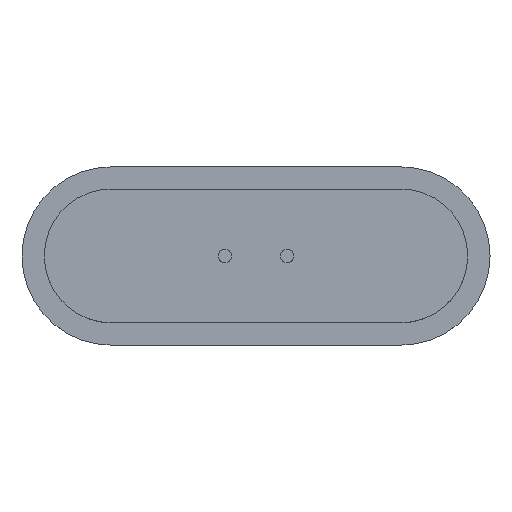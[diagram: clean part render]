
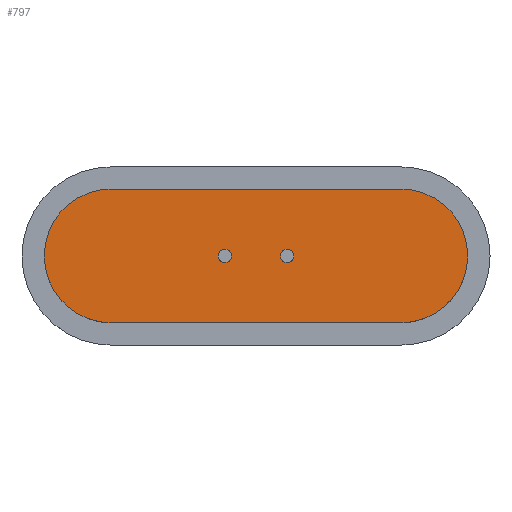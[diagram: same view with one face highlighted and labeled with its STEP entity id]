
A CAD part, top view. The second image highlights one B-rep face of the part: STEP entity #797.
In plain terms, the highlighted planar face has unit normal (0, 0, 1).
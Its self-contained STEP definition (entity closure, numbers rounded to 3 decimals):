
#41 = DIRECTION ( 'NONE',  ( 1., 0., 0. ) ) ;
#74 = CARTESIAN_POINT ( 'NONE',  ( -6.5, -3., 3. ) ) ;
#89 = LINE ( 'NONE', #553, #467 ) ;
#112 = CIRCLE ( 'NONE', #634, 3. ) ;
#129 = DIRECTION ( 'NONE',  ( 0., 0., 1. ) ) ;
#139 = CARTESIAN_POINT ( 'NONE',  ( -1.7, 0., 3. ) ) ;
#143 = EDGE_CURVE ( 'NONE', #1186, #551, #885, .T. ) ;
#157 = VERTEX_POINT ( 'NONE', #221 ) ;
#180 = VERTEX_POINT ( 'NONE', #1148 ) ;
#201 = DIRECTION ( 'NONE',  ( 0., 0., 1. ) ) ;
#208 = FACE_OUTER_BOUND ( 'NONE', #215, .T. ) ;
#213 = DIRECTION ( 'NONE',  ( 0., 0., -1. ) ) ;
#215 = EDGE_LOOP ( 'NONE', ( #794, #633, #769, #445, #1200 ) ) ;
#218 = DIRECTION ( 'NONE',  ( 0., 0., 1. ) ) ;
#219 = CIRCLE ( 'NONE', #1131, 0.3 ) ;
#221 = CARTESIAN_POINT ( 'NONE',  ( -9.5, 0., 3. ) ) ;
#232 = VECTOR ( 'NONE', #997, 1000. ) ;
#249 = AXIS2_PLACEMENT_3D ( 'NONE', #656, #557, #841 ) ;
#268 = EDGE_LOOP ( 'NONE', ( #956, #327 ) ) ;
#282 = CIRCLE ( 'NONE', #695, 3. ) ;
#297 = VERTEX_POINT ( 'NONE', #787 ) ;
#298 = FACE_BOUND ( 'NONE', #435, .T. ) ;
#327 = ORIENTED_EDGE ( 'NONE', *, *, #495, .T. ) ;
#363 = EDGE_CURVE ( 'NONE', #297, #180, #624, .T. ) ;
#378 = AXIS2_PLACEMENT_3D ( 'NONE', #1026, #213, #41 ) ;
#407 = CARTESIAN_POINT ( 'NONE',  ( -6.5, 0., 3. ) ) ;
#431 = AXIS2_PLACEMENT_3D ( 'NONE', #587, #218, #957 ) ;
#435 = EDGE_LOOP ( 'NONE', ( #517, #953 ) ) ;
#445 = ORIENTED_EDGE ( 'NONE', *, *, #702, .T. ) ;
#450 = DIRECTION ( 'NONE',  ( 1., 0., 0. ) ) ;
#467 = VECTOR ( 'NONE', #927, 1000. ) ;
#495 = EDGE_CURVE ( 'NONE', #551, #1186, #219, .T. ) ;
#511 = VERTEX_POINT ( 'NONE', #641 ) ;
#517 = ORIENTED_EDGE ( 'NONE', *, *, #1076, .T. ) ;
#523 = VERTEX_POINT ( 'NONE', #567 ) ;
#551 = VERTEX_POINT ( 'NONE', #651 ) ;
#553 = CARTESIAN_POINT ( 'NONE',  ( -6.5, 3., 3. ) ) ;
#557 = DIRECTION ( 'NONE',  ( 0., 0., -1. ) ) ;
#567 = CARTESIAN_POINT ( 'NONE',  ( 1.7, 0., 3. ) ) ;
#580 = EDGE_CURVE ( 'NONE', #157, #297, #1054, .T. ) ;
#587 = CARTESIAN_POINT ( 'NONE',  ( -6.5, 0., 3. ) ) ;
#593 = CARTESIAN_POINT ( 'NONE',  ( -6.5, 0., 3. ) ) ;
#624 = LINE ( 'NONE', #74, #232 ) ;
#633 = ORIENTED_EDGE ( 'NONE', *, *, #580, .T. ) ;
#634 = AXIS2_PLACEMENT_3D ( 'NONE', #829, #201, #947 ) ;
#641 = CARTESIAN_POINT ( 'NONE',  ( -6.5, 3., 3. ) ) ;
#651 = CARTESIAN_POINT ( 'NONE',  ( -1.1, 0., 3. ) ) ;
#656 = CARTESIAN_POINT ( 'NONE',  ( 1.4, 0., 3. ) ) ;
#670 = FACE_BOUND ( 'NONE', #268, .T. ) ;
#681 = CIRCLE ( 'NONE', #249, 0.3 ) ;
#695 = AXIS2_PLACEMENT_3D ( 'NONE', #407, #775, #1056 ) ;
#702 = EDGE_CURVE ( 'NONE', #180, #1110, #112, .T. ) ;
#732 = CARTESIAN_POINT ( 'NONE',  ( -1.4, 0., 3. ) ) ;
#769 = ORIENTED_EDGE ( 'NONE', *, *, #363, .T. ) ;
#775 = DIRECTION ( 'NONE',  ( 0., 0., 1. ) ) ;
#779 = AXIS2_PLACEMENT_3D ( 'NONE', #831, #915, #450 ) ;
#787 = CARTESIAN_POINT ( 'NONE',  ( -6.5, -3., 3. ) ) ;
#794 = ORIENTED_EDGE ( 'NONE', *, *, #798, .T. ) ;
#797 = ADVANCED_FACE ( 'NONE', ( #298, #670, #208 ), #954, .T. ) ;
#798 = EDGE_CURVE ( 'NONE', #511, #157, #282, .T. ) ;
#809 = DIRECTION ( 'NONE',  ( 0., 0., -1. ) ) ;
#829 = CARTESIAN_POINT ( 'NONE',  ( 6.5, 0., 3. ) ) ;
#831 = CARTESIAN_POINT ( 'NONE',  ( 1.4, 0., 3. ) ) ;
#841 = DIRECTION ( 'NONE',  ( 1., 0., 0. ) ) ;
#863 = DIRECTION ( 'NONE',  ( 1., 0., 0. ) ) ;
#885 = CIRCLE ( 'NONE', #378, 0.3 ) ;
#911 = DIRECTION ( 'NONE',  ( 1., 0., 0. ) ) ;
#915 = DIRECTION ( 'NONE',  ( 0., 0., -1. ) ) ;
#927 = DIRECTION ( 'NONE',  ( -1., 0., 0. ) ) ;
#947 = DIRECTION ( 'NONE',  ( 1., 0., 0. ) ) ;
#953 = ORIENTED_EDGE ( 'NONE', *, *, #1105, .T. ) ;
#954 = PLANE ( 'NONE',  #1003 ) ;
#956 = ORIENTED_EDGE ( 'NONE', *, *, #143, .T. ) ;
#957 = DIRECTION ( 'NONE',  ( 1., 0., 0. ) ) ;
#997 = DIRECTION ( 'NONE',  ( 1., 0., 0. ) ) ;
#1003 = AXIS2_PLACEMENT_3D ( 'NONE', #593, #129, #863 ) ;
#1025 = CARTESIAN_POINT ( 'NONE',  ( 6.5, 3., 3. ) ) ;
#1026 = CARTESIAN_POINT ( 'NONE',  ( -1.4, 0., 3. ) ) ;
#1049 = CIRCLE ( 'NONE', #779, 0.3 ) ;
#1054 = CIRCLE ( 'NONE', #431, 3. ) ;
#1056 = DIRECTION ( 'NONE',  ( 1., 0., 0. ) ) ;
#1076 = EDGE_CURVE ( 'NONE', #1092, #523, #1049, .T. ) ;
#1092 = VERTEX_POINT ( 'NONE', #1201 ) ;
#1105 = EDGE_CURVE ( 'NONE', #523, #1092, #681, .T. ) ;
#1110 = VERTEX_POINT ( 'NONE', #1025 ) ;
#1131 = AXIS2_PLACEMENT_3D ( 'NONE', #732, #809, #911 ) ;
#1136 = EDGE_CURVE ( 'NONE', #1110, #511, #89, .T. ) ;
#1148 = CARTESIAN_POINT ( 'NONE',  ( 6.5, -3., 3. ) ) ;
#1186 = VERTEX_POINT ( 'NONE', #139 ) ;
#1200 = ORIENTED_EDGE ( 'NONE', *, *, #1136, .T. ) ;
#1201 = CARTESIAN_POINT ( 'NONE',  ( 1.1, 0., 3. ) ) ;
